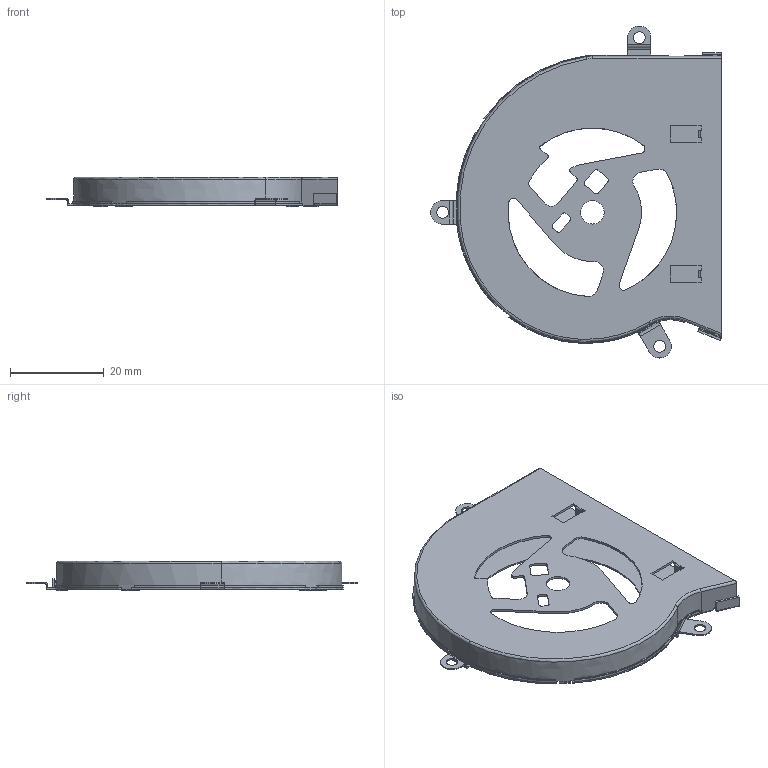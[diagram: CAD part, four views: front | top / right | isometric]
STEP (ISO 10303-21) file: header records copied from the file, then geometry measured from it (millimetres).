
FILE_DESCRIPTION((''),'2;1');
FILE_NAME('6006ASM20190408_ASM','2019-04-08T',('Administrator'),(''),'PRO/ENGINEER BY PARAMETRIC TECHNOLOGY CORPORATION, 2011310','PRO/ENGINEER BY PARAMETRIC TECHNOLOGY CORPORATION, 2011310','');
FILE_SCHEMA(('CONFIG_CONTROL_DESIGN'));
Length unit declared in the file: millimetre
Products named in the file (3): 6006XIAGAI20190322; 231CV060Y3B0001-00-00; 6006ASM20190408_ASM
Assembly tree (2 placements, depth 2):
  6006ASM20190408_ASM
    6006XIAGAI20190322
    231CV060Y3B0001-00-00
Bounding box: 62 x 70.89 x 6.3 mm (x, y, z)
Volume: 2216 mm3; surface area: 10889 mm2
Topology: 2 solids, 2 shells, 285 faces, 808 edges, 527 vertices
Faces by surface type: plane 149, cylinder 104, torus 20, bspline 6, extrusion 6
Entity records: 10314 total; most frequent: CARTESIAN_POINT 2694, ORIENTED_EDGE 1616, DIRECTION 1558, EDGE_CURVE 808, VERTEX_POINT 527, AXIS2_PLACEMENT_3D 523, VECTOR 512, LINE 506
